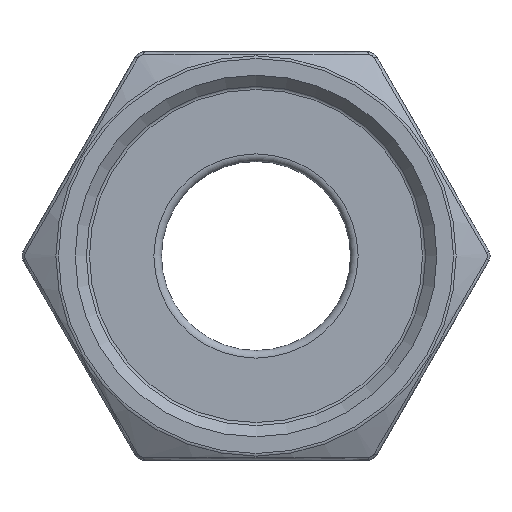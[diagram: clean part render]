
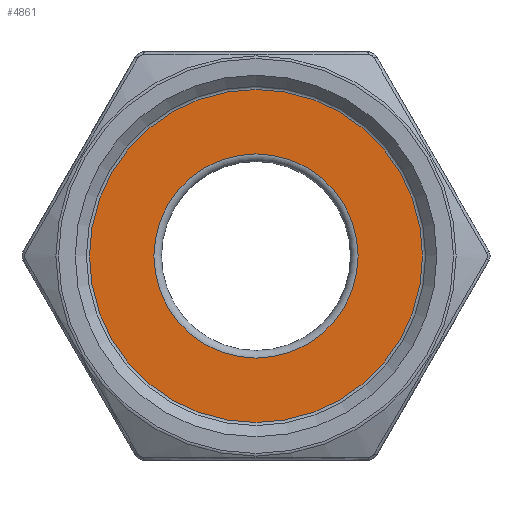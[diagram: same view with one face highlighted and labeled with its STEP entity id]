
A CAD part, left-side view. The second image highlights one B-rep face of the part: STEP entity #4861.
In plain terms, the highlighted planar face has unit normal (-1, 0, 0).
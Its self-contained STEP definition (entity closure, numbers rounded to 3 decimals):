
#223 = AXIS2_PLACEMENT_3D ( 'NONE', #4134, #5094, #6852 ) ;
#342 = VERTEX_POINT ( 'NONE', #6379 ) ;
#2018 = DIRECTION ( 'NONE',  ( 0., 1., 0. ) ) ;
#3088 = PLANE ( 'NONE',  #9173 ) ;
#4094 = DIRECTION ( 'NONE',  ( 1., 0., 0. ) ) ;
#4134 = CARTESIAN_POINT ( 'NONE',  ( 20.5, 0., 0. ) ) ;
#4861 = ADVANCED_FACE ( 'NONE', ( #7371, #7308 ), #3088, .F. ) ;
#5094 = DIRECTION ( 'NONE',  ( 1., 0., 0. ) ) ;
#5187 = CARTESIAN_POINT ( 'NONE',  ( 20.5, 0., 0. ) ) ;
#5724 = CIRCLE ( 'NONE', #6565, 13.5 ) ;
#6220 = CARTESIAN_POINT ( 'NONE',  ( 20.5, 0., -22.522 ) ) ;
#6379 = CARTESIAN_POINT ( 'NONE',  ( 20.5, 0., 22.023 ) ) ;
#6451 = ORIENTED_EDGE ( 'NONE', *, *, #8137, .F. ) ;
#6565 = AXIS2_PLACEMENT_3D ( 'NONE', #5187, #4094, #9234 ) ;
#6852 = DIRECTION ( 'NONE',  ( 0., 0., 1. ) ) ;
#7308 = FACE_OUTER_BOUND ( 'NONE', #12946, .T. ) ;
#7371 = FACE_BOUND ( 'NONE', #9820, .T. ) ;
#8090 = VERTEX_POINT ( 'NONE', #10537 ) ;
#8137 = EDGE_CURVE ( 'NONE', #342, #342, #11125, .T. ) ;
#9173 = AXIS2_PLACEMENT_3D ( 'NONE', #6220, #10186, #2018 ) ;
#9234 = DIRECTION ( 'NONE',  ( 0., 0., -1. ) ) ;
#9820 = EDGE_LOOP ( 'NONE', ( #12759 ) ) ;
#10186 = DIRECTION ( 'NONE',  ( 1., 0., 0. ) ) ;
#10537 = CARTESIAN_POINT ( 'NONE',  ( 20.5, 0., -13.5 ) ) ;
#11125 = CIRCLE ( 'NONE', #223, 22.023 ) ;
#11950 = EDGE_CURVE ( 'NONE', #8090, #8090, #5724, .T. ) ;
#12759 = ORIENTED_EDGE ( 'NONE', *, *, #11950, .T. ) ;
#12946 = EDGE_LOOP ( 'NONE', ( #6451 ) ) ;
